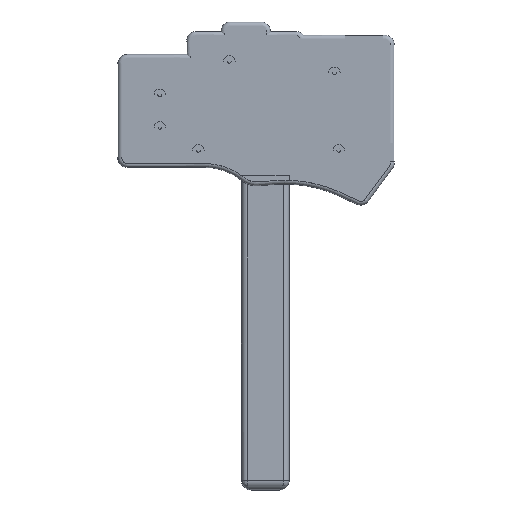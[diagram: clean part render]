
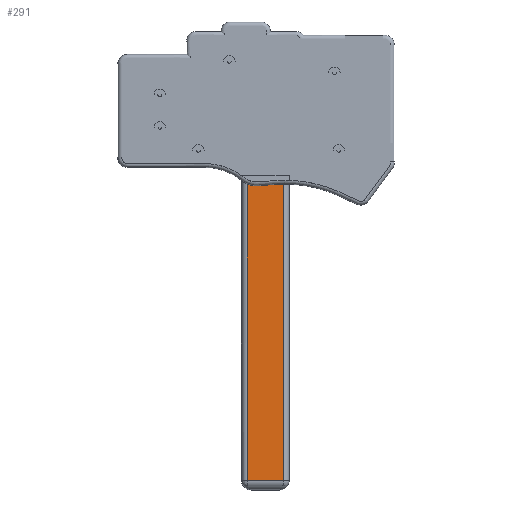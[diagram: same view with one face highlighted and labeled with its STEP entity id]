
A CAD part, top view. The second image highlights one B-rep face of the part: STEP entity #291.
In plain terms, the highlighted planar face has unit normal (0, 0, 1).
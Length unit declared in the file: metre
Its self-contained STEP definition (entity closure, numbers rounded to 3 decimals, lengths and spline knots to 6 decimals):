
#36=B_SPLINE_CURVE_WITH_KNOTS('',3,(#492,#493,#494,#495,#496,#497,#498,
#499,#500,#501,#502,#503,#504,#505,#506,#507,#508,#509,#510,#511),
 .UNSPECIFIED.,.F.,.F.,(4,1,1,1,1,1,1,1,1,1,1,1,1,1,1,1,1,4),(0.003729,
0.006125,0.007323,0.00852,0.010916,
0.013312,0.015708,0.016906,0.017505,
0.018104,0.018703,0.019302,0.0199,
0.020499,0.021098,0.021697,0.022296,
0.022895),.UNSPECIFIED.);
#48=ORIENTED_EDGE('',*,*,#128,.T.);
#49=ORIENTED_EDGE('',*,*,#129,.T.);
#50=ORIENTED_EDGE('',*,*,#130,.T.);
#51=ORIENTED_EDGE('',*,*,#131,.T.);
#128=EDGE_CURVE('',#174,#175,#202,.F.);
#129=EDGE_CURVE('',#175,#176,#203,.T.);
#130=EDGE_CURVE('',#176,#177,#204,.T.);
#131=EDGE_CURVE('',#177,#174,#36,.T.);
#174=VERTEX_POINT('',#486);
#175=VERTEX_POINT('',#487);
#176=VERTEX_POINT('',#489);
#177=VERTEX_POINT('',#491);
#202=LINE('',#485,#222);
#203=LINE('',#488,#223);
#204=LINE('',#490,#224);
#222=VECTOR('',#405,1.);
#223=VECTOR('',#406,1.);
#224=VECTOR('',#407,1.);
#242=EDGE_LOOP('',(#48,#49,#50,#51));
#262=FACE_BOUND('',#242,.T.);
#282=PLANE('',#371);
#291=ADVANCED_FACE('',(#262),#282,.T.);
#371=AXIS2_PLACEMENT_3D('',#484,#403,#404);
#403=DIRECTION('',(0.,0.,1.));
#404=DIRECTION('',(1.,0.,0.));
#405=DIRECTION('',(0.,1.,0.));
#406=DIRECTION('',(1.,0.,0.));
#407=DIRECTION('',(0.,1.,0.));
#484=CARTESIAN_POINT('',(0.0875,-0.245,0.003));
#485=CARTESIAN_POINT('',(0.078,-0.245,0.003));
#486=CARTESIAN_POINT('',(0.078,-0.084567,0.003));
#487=CARTESIAN_POINT('',(0.078,-0.24,0.003));
#488=CARTESIAN_POINT('',(0.0875,-0.24,0.003));
#489=CARTESIAN_POINT('',(0.097,-0.24,0.003));
#490=CARTESIAN_POINT('',(0.097,-0.245,0.003));
#491=CARTESIAN_POINT('',(0.097,-0.084703,0.003));
#492=CARTESIAN_POINT('',(0.097,-0.084703,0.003));
#493=CARTESIAN_POINT('',(0.096201,-0.084705,0.003));
#494=CARTESIAN_POINT('',(0.095004,-0.084741,0.003));
#495=CARTESIAN_POINT('',(0.093408,-0.084798,0.003));
#496=CARTESIAN_POINT('',(0.091815,-0.084923,0.003));
#497=CARTESIAN_POINT('',(0.089824,-0.085068,0.003));
#498=CARTESIAN_POINT('',(0.087436,-0.085264,0.003));
#499=CARTESIAN_POINT('',(0.085445,-0.085408,0.003));
#500=CARTESIAN_POINT('',(0.084053,-0.085539,0.003));
#501=CARTESIAN_POINT('',(0.083255,-0.085555,0.003));
#502=CARTESIAN_POINT('',(0.082656,-0.085582,0.003));
#503=CARTESIAN_POINT('',(0.082059,-0.085527,0.003));
#504=CARTESIAN_POINT('',(0.08146,-0.085498,0.003));
#505=CARTESIAN_POINT('',(0.08087,-0.085388,0.003));
#506=CARTESIAN_POINT('',(0.080278,-0.085301,0.003));
#507=CARTESIAN_POINT('',(0.0797,-0.085138,0.003));
#508=CARTESIAN_POINT('',(0.079119,-0.084994,0.003));
#509=CARTESIAN_POINT('',(0.07856,-0.084776,0.003));
#510=CARTESIAN_POINT('',(0.078181,-0.084651,0.003));
#511=CARTESIAN_POINT('',(0.078,-0.084567,0.003));
